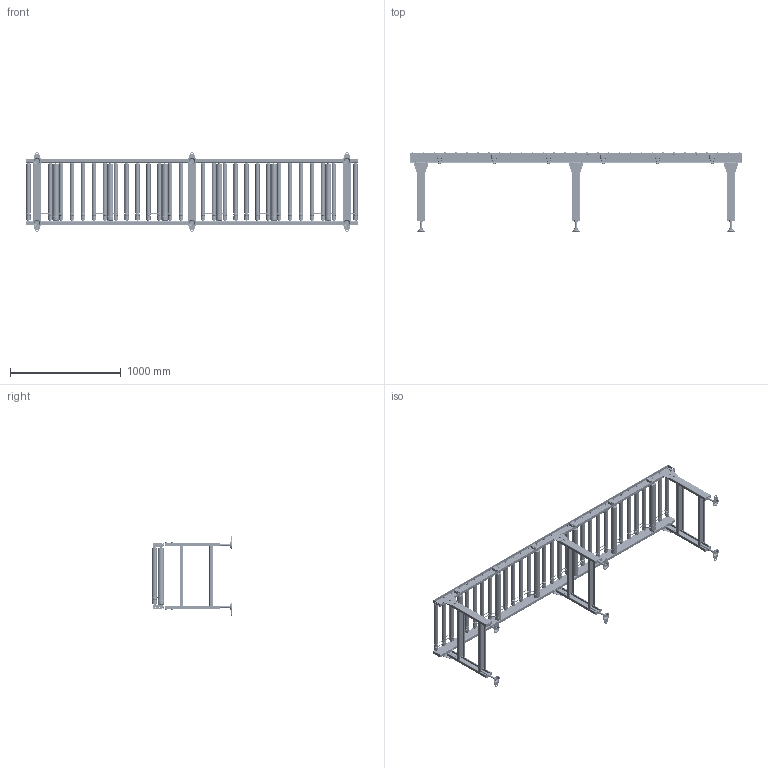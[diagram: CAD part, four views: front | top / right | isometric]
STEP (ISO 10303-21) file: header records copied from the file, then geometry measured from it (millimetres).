
FILE_DESCRIPTION (( 'STEP AP214' ), '1' );
FILE_NAME ('_SST-38D_S_W500x3000L.STEP', '2022-01-30T08:01:03', ( '' ), ( '' ), 'SwSTEP 2.0', 'SolidWorks 2018', '' );
FILE_SCHEMA (( 'AUTOMOTIVE_DESIGN' ));
Length unit declared in the file: millimetre
Products named in the file (39): SST38-_67_PW_M5; SST38-75_BELT-D2; SST38_1_BELT-1; SST38_131_NUT_M8-NH1; SST-38D_S_ROLL_W500; SST38-181_NB_M5x10; SST38-59-END-R; SST38-64_BELT-D2; SST38-_39_SR_M8x20; SST38-_48_AJT-; SST38-W500_ROLL-1; SST38-_260_NUT_M14_NH1; SST38-B_M10x15; SST38-182_ROLL-D; SST-38D_S_TANSI-BOX; SST38-NUT_M10-NH1; SST38-NUT_M8-NH1; SST-38D_S_END-LR; SST38-_14_BELT-D1; _SST-38D_S_W500x3000L; SST38-136-END-L; SST38-175_CONTROLLER; SST38-B_M8x20; SST38-PW_M8; SST38-242_END; SST38-263_TAND-L; SST38-W500_SHAFT; SST38-154_BKT; SST38-13_FRAM-3000L; SST-38D_S_STAND-W500; SST38-208_PLATE; SST38-204_FRAM-R_3000L; SST38-SW_M8; SST38-_284_PW_M8; SST38-W350_JONT-U; SST38-PW_M10; SST38-_W350_JOINT_D; SST-38D_S_ROLL-D_ASM; SST38-145_NUT_M14_NH1
Assembly tree (132 placements, depth 4):
  _SST-38D_S_W500x3000L
    SST38-13_FRAM-3000L
    SST38-204_FRAM-R_3000L
    SST-38D_S_END-LR  x2
      SST38-136-END-L
      SST38-59-END-R
      SST38-_39_SR_M8x20
      SST38_131_NUT_M8-NH1
      SST38-_284_PW_M8
    SST-38D_S_ROLL_W500  x31
      SST38-W500_SHAFT
      SST38-W500_ROLL-1
    SST-38D_S_ROLL-D_ASM  x6
      SST38-182_ROLL-D
      SST38-_14_BELT-D1
      SST38-64_BELT-D2
      SST-38D_S_TANSI-BOX
        SST38-175_CONTROLLER
        SST38-_67_PW_M5  x2
        SST38-181_NB_M5x10  x2
        SST38-242_END
    SST38_1_BELT-1  x7
    SST38-75_BELT-D2  x12
    SST-38D_S_STAND-W500  x3
      SST38-_48_AJT-
      SST38-145_NUT_M14_NH1
      SST38-_260_NUT_M14_NH1
      SST38-208_PLATE
      SST38-263_TAND-L
      SST38-154_BKT
      SST38-_W350_JOINT_D
      SST38-W350_JONT-U
      SST38-B_M10x15
      SST38-NUT_M10-NH1
      SST38-PW_M10
      SST38-B_M8x20
      SST38-SW_M8
      SST38-PW_M8
      SST38-NUT_M8-NH1
Bounding box: 3000 x 715.05 x 724.28 mm (x, y, z)
Volume: 30452346.1 mm3; surface area: 8695627.2 mm2
Topology: 297 solids, 297 shells, 8258 faces, 18711 edges, 10912 vertices
Faces by surface type: plane 2935, cylinder 2880, cone 1627, bspline 816
Entity records: 35453 total; most frequent: CARTESIAN_POINT 9614, DIRECTION 5323, ORIENTED_EDGE 4782, EDGE_CURVE 2391, AXIS2_PLACEMENT_3D 2038, VERTEX_POINT 1421, VECTOR 1247, LINE 1247
